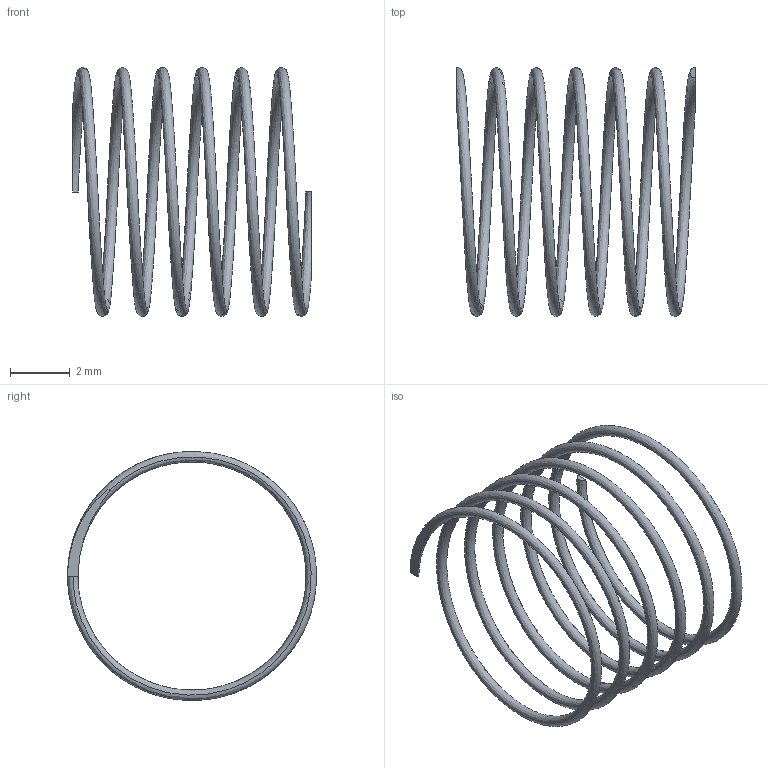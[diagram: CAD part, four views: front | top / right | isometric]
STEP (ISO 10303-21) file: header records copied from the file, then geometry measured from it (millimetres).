
FILE_DESCRIPTION (( 'STEP AP214' ), '1' );
FILE_NAME ('Cranck Plunger Spring.STEP', '2025-07-06T08:34:29', ( '' ), ( '' ), 'SwSTEP 2.0', 'SolidWorks 2025', '' );
FILE_SCHEMA (( 'AUTOMOTIVE_DESIGN' ));
Length unit declared in the file: millimetre
Products named in the file (1): Cranck Plunger Spring
Bounding box: 8 x 8.35 x 8.35 mm (x, y, z)
Volume: 14.3 mm3; surface area: 165.5 mm2
Topology: 1 solids, 1 shells, 6 faces, 12 edges, 8 vertices
Faces by surface type: plane 4, bspline 2
Entity records: 1410 total; most frequent: CARTESIAN_POINT 1265, ORIENTED_EDGE 24, DIRECTION 20, EDGE_CURVE 12, AXIS2_PLACEMENT_3D 9, VERTEX_POINT 8, EDGE_LOOP 6, ADVANCED_FACE 6
